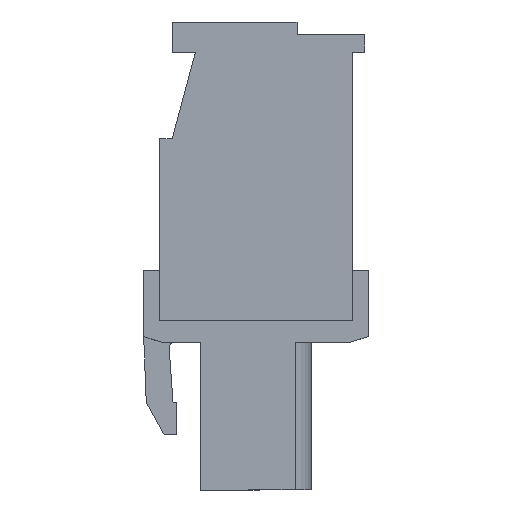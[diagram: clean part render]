
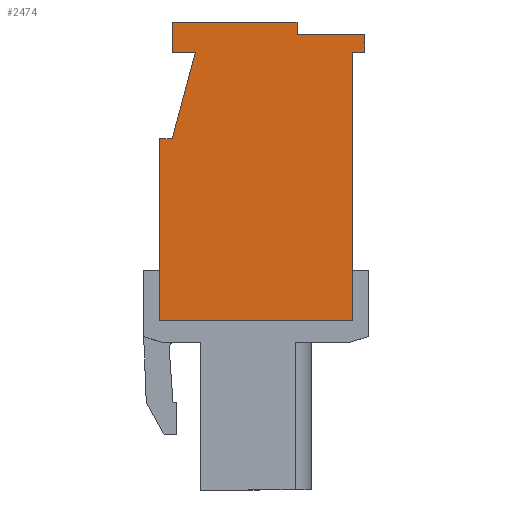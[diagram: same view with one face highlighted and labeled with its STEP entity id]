
A CAD part, left-side view. The second image highlights one B-rep face of the part: STEP entity #2474.
In plain terms, the highlighted planar face has unit normal (-1, 0, 0).
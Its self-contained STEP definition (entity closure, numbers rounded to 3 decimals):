
#2474 = ADVANCED_FACE( '', ( #5000 ), #5001, .T. );
#5000 = FACE_OUTER_BOUND( '', #7545, .T. );
#5001 = PLANE( '', #7546 );
#7545 = EDGE_LOOP( '', ( #14449, #14450, #14451, #14452, #14453, #14454, #14455, #14456, #14457, #14458, #14459, #14460 ) );
#7546 = AXIS2_PLACEMENT_3D( '', #14461, #14462, #14463 );
#14449 = ORIENTED_EDGE( '', *, *, #17479, .T. );
#14450 = ORIENTED_EDGE( '', *, *, #17636, .F. );
#14451 = ORIENTED_EDGE( '', *, *, #17812, .T. );
#14452 = ORIENTED_EDGE( '', *, *, #15959, .T. );
#14453 = ORIENTED_EDGE( '', *, *, #18031, .T. );
#14454 = ORIENTED_EDGE( '', *, *, #16792, .T. );
#14455 = ORIENTED_EDGE( '', *, *, #18172, .T. );
#14456 = ORIENTED_EDGE( '', *, *, #16913, .T. );
#14457 = ORIENTED_EDGE( '', *, *, #18173, .T. );
#14458 = ORIENTED_EDGE( '', *, *, #15561, .T. );
#14459 = ORIENTED_EDGE( '', *, *, #15370, .T. );
#14460 = ORIENTED_EDGE( '', *, *, #18174, .T. );
#14461 = CARTESIAN_POINT( '', ( 0., 0., 0. ) );
#14462 = DIRECTION( '', ( -1., 0., 0. ) );
#14463 = DIRECTION( '', ( 0., -1., 0. ) );
#15370 = EDGE_CURVE( '', #18334, #18335, #18336, .T. );
#15561 = EDGE_CURVE( '', #18675, #18334, #18676, .T. );
#15959 = EDGE_CURVE( '', #19370, #19371, #19372, .T. );
#16792 = EDGE_CURVE( '', #20733, #20734, #20735, .T. );
#16913 = EDGE_CURVE( '', #20916, #20917, #20918, .T. );
#17479 = EDGE_CURVE( '', #21706, #21704, #21707, .T. );
#17636 = EDGE_CURVE( '', #21921, #21704, #21923, .T. );
#17812 = EDGE_CURVE( '', #21921, #19370, #22137, .T. );
#18031 = EDGE_CURVE( '', #19371, #20733, #22392, .T. );
#18172 = EDGE_CURVE( '', #20734, #20916, #22550, .T. );
#18173 = EDGE_CURVE( '', #20917, #18675, #22551, .T. );
#18174 = EDGE_CURVE( '', #18335, #21706, #22552, .T. );
#18334 = VERTEX_POINT( '', #22728 );
#18335 = VERTEX_POINT( '', #22729 );
#18336 = LINE( '', #22730, #22731 );
#18675 = VERTEX_POINT( '', #23224 );
#18676 = LINE( '', #23225, #23226 );
#19370 = VERTEX_POINT( '', #24219 );
#19371 = VERTEX_POINT( '', #24220 );
#19372 = LINE( '', #24221, #24222 );
#20733 = VERTEX_POINT( '', #26204 );
#20734 = VERTEX_POINT( '', #26205 );
#20735 = LINE( '', #26206, #26207 );
#20916 = VERTEX_POINT( '', #26470 );
#20917 = VERTEX_POINT( '', #26471 );
#20918 = LINE( '', #26472, #26473 );
#21704 = VERTEX_POINT( '', #27643 );
#21706 = VERTEX_POINT( '', #27646 );
#21707 = LINE( '', #27647, #27648 );
#21921 = VERTEX_POINT( '', #27978 );
#21923 = LINE( '', #27981, #27982 );
#22137 = LINE( '', #28306, #28307 );
#22392 = LINE( '', #28679, #28680 );
#22550 = LINE( '', #28895, #28896 );
#22551 = LINE( '', #28897, #28898 );
#22552 = LINE( '', #28899, #28900 );
#22728 = CARTESIAN_POINT( '', ( 0., 8.8, 15.95 ) );
#22729 = CARTESIAN_POINT( '', ( 0., 10.1, 11.1 ) );
#22730 = CARTESIAN_POINT( '', ( 0., 8.8, 15.95 ) );
#22731 = VECTOR( '', #29060, 1000. );
#23224 = CARTESIAN_POINT( '', ( 0., 10.1, 15.95 ) );
#23225 = CARTESIAN_POINT( '', ( 0., 10.1, 15.95 ) );
#23226 = VECTOR( '', #29232, 1000. );
#24219 = CARTESIAN_POINT( '', ( 0., 0., 15.95 ) );
#24220 = CARTESIAN_POINT( '', ( 0., -0.7, 15.95 ) );
#24221 = CARTESIAN_POINT( '', ( 0., 0., 15.95 ) );
#24222 = VECTOR( '', #29610, 1000. );
#26204 = CARTESIAN_POINT( '', ( 0., -0.7, 16.95 ) );
#26205 = CARTESIAN_POINT( '', ( 0., 3.1, 16.95 ) );
#26206 = CARTESIAN_POINT( '', ( 0., -0.7, 16.95 ) );
#26207 = VECTOR( '', #30421, 1000. );
#26470 = CARTESIAN_POINT( '', ( 0., 3.1, 17.65 ) );
#26471 = CARTESIAN_POINT( '', ( 0., 10.1, 17.65 ) );
#26472 = CARTESIAN_POINT( '', ( 0., 3.1, 17.65 ) );
#26473 = VECTOR( '', #30531, 1000. );
#27643 = CARTESIAN_POINT( '', ( 0., 10.8, 0.9 ) );
#27646 = CARTESIAN_POINT( '', ( 0., 10.8, 11.1 ) );
#27647 = CARTESIAN_POINT( '', ( 0., 10.8, 11.1 ) );
#27648 = VECTOR( '', #31054, 1000. );
#27978 = CARTESIAN_POINT( '', ( 0., 0., 0.9 ) );
#27981 = CARTESIAN_POINT( '', ( 0., 0., 0.9 ) );
#27982 = VECTOR( '', #31184, 1000. );
#28306 = CARTESIAN_POINT( '', ( 0., 0., 0. ) );
#28307 = VECTOR( '', #31301, 1000. );
#28679 = CARTESIAN_POINT( '', ( 0., -0.7, 15.95 ) );
#28680 = VECTOR( '', #31443, 1000. );
#28895 = CARTESIAN_POINT( '', ( 0., 3.1, 16.95 ) );
#28896 = VECTOR( '', #31516, 1000. );
#28897 = CARTESIAN_POINT( '', ( 0., 10.1, 17.65 ) );
#28898 = VECTOR( '', #31517, 1000. );
#28899 = CARTESIAN_POINT( '', ( 0., 10.1, 11.1 ) );
#28900 = VECTOR( '', #31518, 1000. );
#29060 = DIRECTION( '', ( 0., 0.259, -0.966 ) );
#29232 = DIRECTION( '', ( 0., -1., 0. ) );
#29610 = DIRECTION( '', ( 0., -1., 0. ) );
#30421 = DIRECTION( '', ( 0., 1., 0. ) );
#30531 = DIRECTION( '', ( 0., 1., 0. ) );
#31054 = DIRECTION( '', ( 0., 0., -1. ) );
#31184 = DIRECTION( '', ( 0., 1., 0. ) );
#31301 = DIRECTION( '', ( 0., 0., 1. ) );
#31443 = DIRECTION( '', ( 0., 0., 1. ) );
#31516 = DIRECTION( '', ( 0., 0., 1. ) );
#31517 = DIRECTION( '', ( 0., 0., -1. ) );
#31518 = DIRECTION( '', ( 0., 1., 0. ) );
